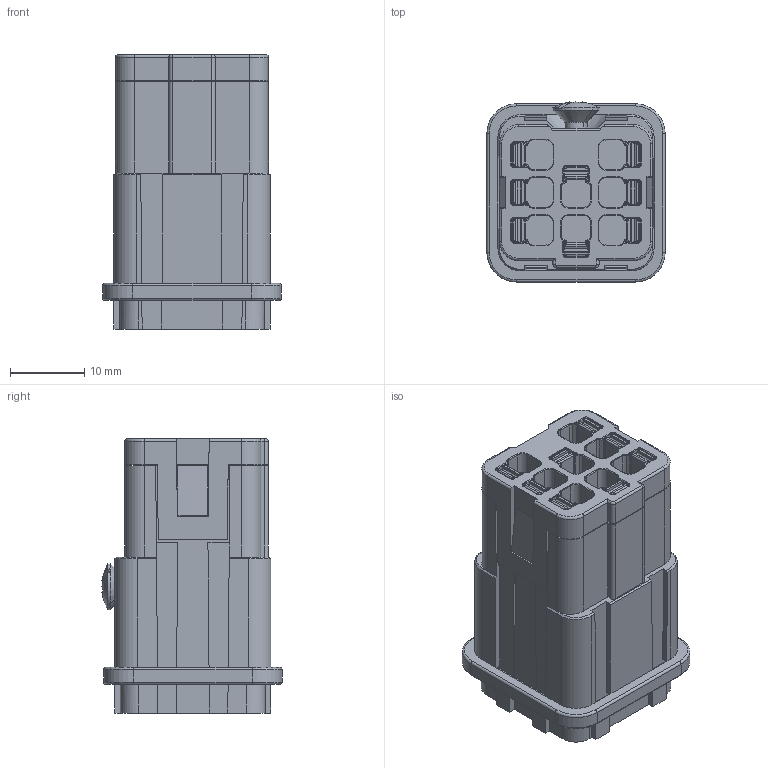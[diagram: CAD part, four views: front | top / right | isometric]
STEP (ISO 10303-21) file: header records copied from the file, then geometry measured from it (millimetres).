
FILE_DESCRIPTION(('Creo Elements/Direct Modeling STEP Export'),'2;1');
FILE_NAME('37jbk2e5pqnpbco6020','2023-03-21T15:37:27',(''),(''),'Creo Elements/Direct Modeling STEP processor for AP214 (Solid Model)','Creo Elements/Direct Modeling 20.1B 02-Apr-2019 (C) Parametric Technology GmbH','');
FILE_SCHEMA(('AUTOMOTIVE_DESIGN { 1 0 10303 214 1 1 1 1 }'));
Length unit declared in the file: millimetre
Products named in the file (2): CDYM 08
Assembly tree (1 placements, depth 2):
  CDYM 08
    CDYM 08
Bounding box: 24 x 24.22 x 36.9 mm (x, y, z)
Volume: 10636.9 mm3; surface area: 7899.4 mm2
Topology: 1 solids, 4 shells, 1433 faces, 3893 edges, 2455 vertices
Faces by surface type: plane 828, cylinder 394, torus 140, sphere 34, cone 33, bspline 4
Entity records: 56147 total; most frequent: CARTESIAN_POINT 9219, ORIENTED_EDGE 7722, DIRECTION 7166, EDGE_CURVE 3861, VECTOR 2728, LINE 2728, VERTEX_POINT 2455, AXIS2_PLACEMENT_3D 2219
